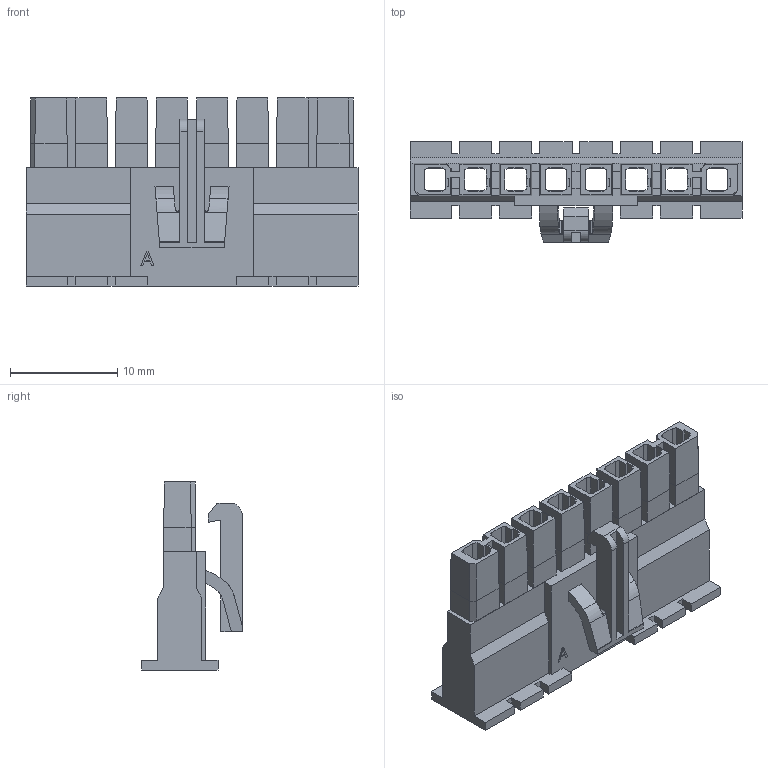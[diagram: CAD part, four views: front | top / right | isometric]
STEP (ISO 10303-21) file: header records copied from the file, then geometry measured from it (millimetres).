
FILE_DESCRIPTION( ('This file contains a STEP AP42 implementation' ,'as created by ZW3D STEP Interface translator.') ,'2;1' );
FILE_NAME( 'WF4191-1H08W01001.stp' ,'24 1 8.17 929', (''), ('ZWCAD Software Co.'), 'Version 1.0', 'ZW3D to STEP translator', '' );
FILE_SCHEMA(('AUTOMOTIVE_DESIGN { 1 0 10303 214 1 1 1 1 }'));
Length unit declared in the file: millimetre
Products named in the file (2): 0; WF4191-1H08W01001
Bounding box: 30.91 x 9.39 x 17.5 mm (x, y, z)
Volume: 977.7 mm3; surface area: 3405.9 mm2
Topology: 1 solids, 1 shells, 1598 faces, 4518 edges, 2968 vertices
Faces by surface type: plane 1470, bspline 89, cylinder 39
Full cylindrical faces by diameter (mm): 1.477 x14
Entity records: 53356 total; most frequent: CARTESIAN_POINT 10874, ORIENTED_EDGE 9036, DIRECTION 7430, EDGE_CURVE 4518, VECTOR 4254, LINE 4254, VERTEX_POINT 2968, EDGE_LOOP 1662
